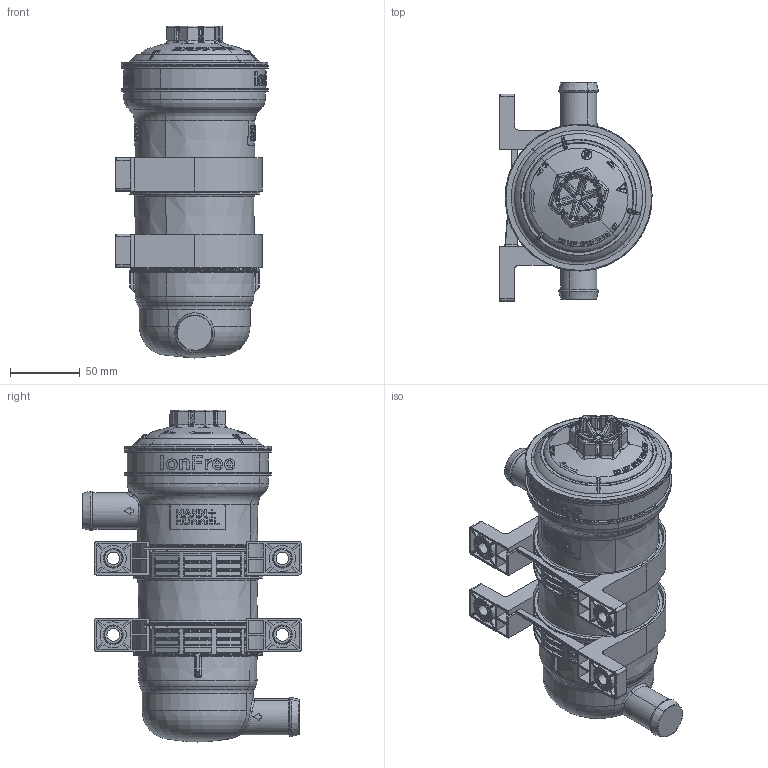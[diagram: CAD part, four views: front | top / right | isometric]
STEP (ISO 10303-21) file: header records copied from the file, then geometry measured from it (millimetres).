
FILE_DESCRIPTION(('CATIA V5 STEP Exchange','CAx-IF Rec.Pracs.--- Model Styling and Organization---1.2---2011-12-15'),'2;1');
FILE_NAME('1510531S01_ZB_F_1-00.stp','2023-03-23T10:08:34+00:00',('none'),('MANN+HUMMEL GmbH'),'Version 5-6 Release 2012','CATIA V5 STEP AP214','none');
FILE_SCHEMA(('AUTOMOTIVE_DESIGN { 1 0 10303 214 1 1 1 1 }'));
Products named in the file (1): 1510531S01_ZB_F_1-00_AllCATPart
Bounding box: 109.39 x 157.3 x 238.5 mm (x, y, z)
Volume: 1452048 mm3; surface area: 160960.2 mm2
Topology: 7 solids, 7 shells, 4422 faces, 10991 edges, 6415 vertices
Faces by surface type: bspline 1338, plane 1161, cylinder 786, sphere 345, torus 323, cone 277, extrusion 192
Entity records: 202383 total; most frequent: CARTESIAN_POINT 114102, ORIENTED_EDGE 21330, EDGE_CURVE 10665, DIRECTION 8447, VERTEX_POINT 6415, B_SPLINE_CURVE_WITH_KNOTS 6116, EDGE_LOOP 4608, ADVANCED_FACE 4422
